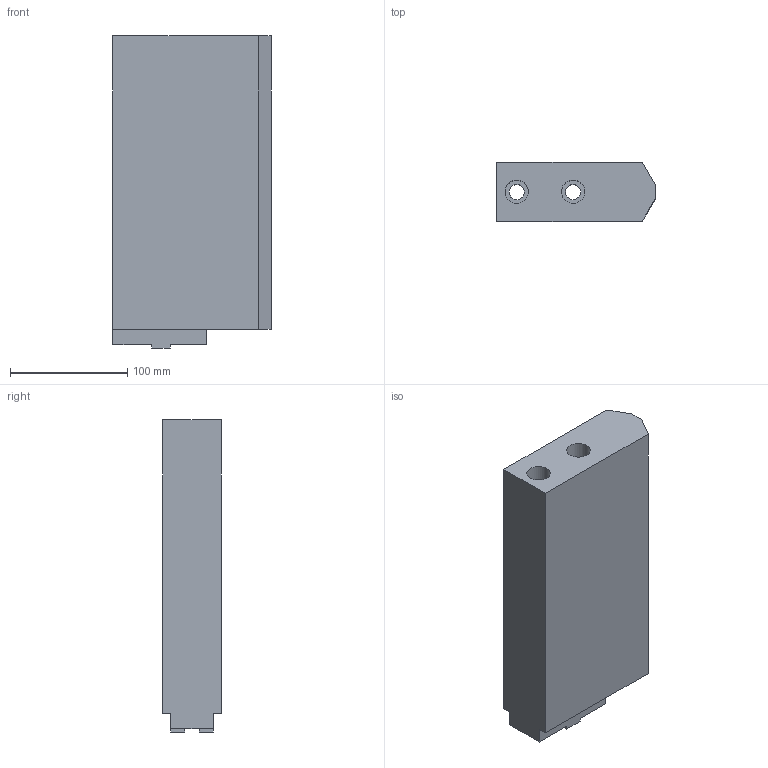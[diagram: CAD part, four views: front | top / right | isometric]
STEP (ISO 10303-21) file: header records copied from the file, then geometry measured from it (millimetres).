
FILE_DESCRIPTION(/* description */ (''),/* implementation_level */ '2;1');
FILE_NAME(/* name */ 'GR-CC-250.stp',/* time_stamp */ '2020-12-28T11:40:30+01:00',/* author */ ('Emilio'),/* organization */ (''),/* preprocessor_version */ 'ST-DEVELOPER v17.2',/* originating_system */ 'Autodesk Inventor 2019',/* authorisation */ '');
FILE_SCHEMA (('AUTOMOTIVE_DESIGN { 1 0 10303 214 3 1 1 }'));
Length unit declared in the file: millimetre
Products named in the file (1): GR-LL-250
Bounding box: 135 x 50 x 266 mm (x, y, z)
Volume: 1536315.3 mm3; surface area: 134096 mm2
Topology: 1 solids, 1 shells, 26 faces, 70 edges, 48 vertices
Faces by surface type: plane 22, cylinder 4
Full cylindrical faces by diameter (mm): 13 x2, 20 x2
Entity records: 876 total; most frequent: CARTESIAN_POINT 145, ORIENTED_EDGE 140, DIRECTION 136, EDGE_CURVE 70, LINE 58, VECTOR 58, VERTEX_POINT 48, AXIS2_PLACEMENT_3D 39
